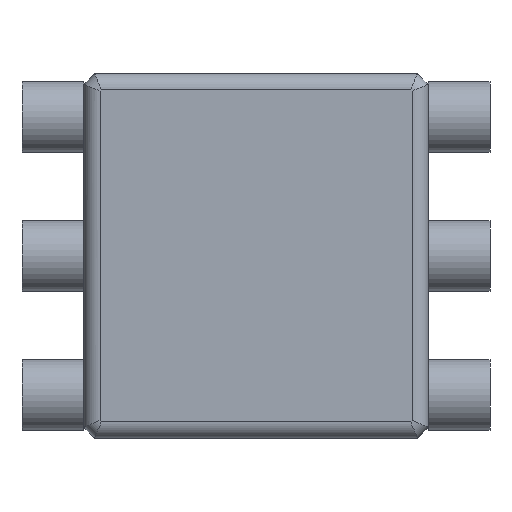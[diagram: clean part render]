
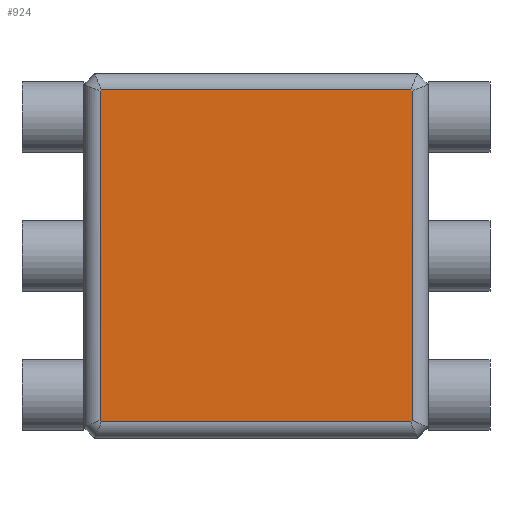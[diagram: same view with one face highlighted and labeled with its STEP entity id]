
A CAD part, top view. The second image highlights one B-rep face of the part: STEP entity #924.
In plain terms, the highlighted planar face has unit normal (0, 0, 1).
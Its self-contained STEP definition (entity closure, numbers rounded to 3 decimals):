
#72 = CYLINDRICAL_SURFACE('',#73,0.3);
#73 = AXIS2_PLACEMENT_3D('',#74,#75,#76);
#74 = CARTESIAN_POINT('',(-2.98,-3.065,3.25));
#75 = DIRECTION('',(1.,0.,0.));
#76 = DIRECTION('',(0.,-1.,0.));
#158 = CYLINDRICAL_SURFACE('',#159,0.3);
#159 = AXIS2_PLACEMENT_3D('',#160,#161,#162);
#160 = CARTESIAN_POINT('',(-2.768,-3.153,3.25));
#161 = DIRECTION('',(-0.707,0.707,0.));
#162 = DIRECTION('',(-0.707,-0.707,0.));
#335 = VERTEX_POINT('',#336);
#336 = CARTESIAN_POINT('',(-2.856,-3.065,3.55));
#370 = EDGE_CURVE('',#335,#371,#373,.T.);
#371 = VERTEX_POINT('',#372);
#372 = CARTESIAN_POINT('',(2.856,-3.065,3.55));
#373 = SURFACE_CURVE('',#374,(#378,#385),.PCURVE_S1.);
#374 = LINE('',#375,#376);
#375 = CARTESIAN_POINT('',(-2.98,-3.065,3.55));
#376 = VECTOR('',#377,1.);
#377 = DIRECTION('',(1.,0.,0.));
#378 = PCURVE('',#72,#379);
#379 = DEFINITIONAL_REPRESENTATION('',(#380),#384);
#380 = LINE('',#381,#382);
#381 = CARTESIAN_POINT('',(-1.571,0.));
#382 = VECTOR('',#383,1.);
#383 = DIRECTION('',(-0.,1.));
#384 = ( GEOMETRIC_REPRESENTATION_CONTEXT(2) 
PARAMETRIC_REPRESENTATION_CONTEXT() REPRESENTATION_CONTEXT('2D SPACE',''
  ) );
#385 = PCURVE('',#386,#391);
#386 = PLANE('',#387);
#387 = AXIS2_PLACEMENT_3D('',#388,#389,#390);
#388 = CARTESIAN_POINT('',(0.,0.,3.55)
  );
#389 = DIRECTION('',(0.,0.,1.));
#390 = DIRECTION('',(1.,0.,0.));
#391 = DEFINITIONAL_REPRESENTATION('',(#392),#396);
#392 = LINE('',#393,#394);
#393 = CARTESIAN_POINT('',(-2.98,-3.065));
#394 = VECTOR('',#395,1.);
#395 = DIRECTION('',(1.,0.));
#396 = ( GEOMETRIC_REPRESENTATION_CONTEXT(2) 
PARAMETRIC_REPRESENTATION_CONTEXT() REPRESENTATION_CONTEXT('2D SPACE',''
  ) );
#419 = CYLINDRICAL_SURFACE('',#420,0.3);
#420 = AXIS2_PLACEMENT_3D('',#421,#422,#423);
#421 = CARTESIAN_POINT('',(2.768,-3.153,3.25));
#422 = DIRECTION('',(0.707,0.707,0.));
#423 = DIRECTION('',(0.707,-0.707,0.));
#585 = EDGE_CURVE('',#335,#586,#588,.T.);
#586 = VERTEX_POINT('',#587);
#587 = CARTESIAN_POINT('',(-2.88,-3.041,3.55));
#588 = SURFACE_CURVE('',#589,(#593,#600),.PCURVE_S1.);
#589 = LINE('',#590,#591);
#590 = CARTESIAN_POINT('',(-2.768,-3.153,3.55));
#591 = VECTOR('',#592,1.);
#592 = DIRECTION('',(-0.707,0.707,0.));
#593 = PCURVE('',#158,#594);
#594 = DEFINITIONAL_REPRESENTATION('',(#595),#599);
#595 = LINE('',#596,#597);
#596 = CARTESIAN_POINT('',(1.571,0.));
#597 = VECTOR('',#598,1.);
#598 = DIRECTION('',(0.,1.));
#599 = ( GEOMETRIC_REPRESENTATION_CONTEXT(2) 
PARAMETRIC_REPRESENTATION_CONTEXT() REPRESENTATION_CONTEXT('2D SPACE',''
  ) );
#600 = PCURVE('',#386,#601);
#601 = DEFINITIONAL_REPRESENTATION('',(#602),#606);
#602 = LINE('',#603,#604);
#603 = CARTESIAN_POINT('',(-2.768,-3.153));
#604 = VECTOR('',#605,1.);
#605 = DIRECTION('',(-0.707,0.707));
#606 = ( GEOMETRIC_REPRESENTATION_CONTEXT(2) 
PARAMETRIC_REPRESENTATION_CONTEXT() REPRESENTATION_CONTEXT('2D SPACE',''
  ) );
#629 = CYLINDRICAL_SURFACE('',#630,0.3);
#630 = AXIS2_PLACEMENT_3D('',#631,#632,#633);
#631 = CARTESIAN_POINT('',(-2.88,3.165,3.25));
#632 = DIRECTION('',(0.,-1.,0.));
#633 = DIRECTION('',(0.,0.,1.));
#924 = ADVANCED_FACE('',(#925),#386,.T.);
#925 = FACE_BOUND('',#926,.T.);
#926 = EDGE_LOOP('',(#927,#928,#951,#979,#1007,#1035,#1063,#1084));
#927 = ORIENTED_EDGE('',*,*,#370,.T.);
#928 = ORIENTED_EDGE('',*,*,#929,.T.);
#929 = EDGE_CURVE('',#371,#930,#932,.T.);
#930 = VERTEX_POINT('',#931);
#931 = CARTESIAN_POINT('',(2.88,-3.041,3.55));
#932 = SURFACE_CURVE('',#933,(#937,#944),.PCURVE_S1.);
#933 = LINE('',#934,#935);
#934 = CARTESIAN_POINT('',(2.768,-3.153,3.55));
#935 = VECTOR('',#936,1.);
#936 = DIRECTION('',(0.707,0.707,0.));
#937 = PCURVE('',#386,#938);
#938 = DEFINITIONAL_REPRESENTATION('',(#939),#943);
#939 = LINE('',#940,#941);
#940 = CARTESIAN_POINT('',(2.768,-3.153));
#941 = VECTOR('',#942,1.);
#942 = DIRECTION('',(0.707,0.707));
#943 = ( GEOMETRIC_REPRESENTATION_CONTEXT(2) 
PARAMETRIC_REPRESENTATION_CONTEXT() REPRESENTATION_CONTEXT('2D SPACE',''
  ) );
#944 = PCURVE('',#419,#945);
#945 = DEFINITIONAL_REPRESENTATION('',(#946),#950);
#946 = LINE('',#947,#948);
#947 = CARTESIAN_POINT('',(-1.571,0.));
#948 = VECTOR('',#949,1.);
#949 = DIRECTION('',(-0.,1.));
#950 = ( GEOMETRIC_REPRESENTATION_CONTEXT(2) 
PARAMETRIC_REPRESENTATION_CONTEXT() REPRESENTATION_CONTEXT('2D SPACE',''
  ) );
#951 = ORIENTED_EDGE('',*,*,#952,.T.);
#952 = EDGE_CURVE('',#930,#953,#955,.T.);
#953 = VERTEX_POINT('',#954);
#954 = CARTESIAN_POINT('',(2.88,3.041,3.55));
#955 = SURFACE_CURVE('',#956,(#960,#967),.PCURVE_S1.);
#956 = LINE('',#957,#958);
#957 = CARTESIAN_POINT('',(2.88,-3.165,3.55));
#958 = VECTOR('',#959,1.);
#959 = DIRECTION('',(0.,1.,0.));
#960 = PCURVE('',#386,#961);
#961 = DEFINITIONAL_REPRESENTATION('',(#962),#966);
#962 = LINE('',#963,#964);
#963 = CARTESIAN_POINT('',(2.88,-3.165));
#964 = VECTOR('',#965,1.);
#965 = DIRECTION('',(0.,1.));
#966 = ( GEOMETRIC_REPRESENTATION_CONTEXT(2) 
PARAMETRIC_REPRESENTATION_CONTEXT() REPRESENTATION_CONTEXT('2D SPACE',''
  ) );
#967 = PCURVE('',#968,#973);
#968 = CYLINDRICAL_SURFACE('',#969,0.3);
#969 = AXIS2_PLACEMENT_3D('',#970,#971,#972);
#970 = CARTESIAN_POINT('',(2.88,-3.165,3.25));
#971 = DIRECTION('',(0.,1.,0.));
#972 = DIRECTION('',(0.,0.,1.));
#973 = DEFINITIONAL_REPRESENTATION('',(#974),#978);
#974 = LINE('',#975,#976);
#975 = CARTESIAN_POINT('',(0.,0.));
#976 = VECTOR('',#977,1.);
#977 = DIRECTION('',(0.,1.));
#978 = ( GEOMETRIC_REPRESENTATION_CONTEXT(2) 
PARAMETRIC_REPRESENTATION_CONTEXT() REPRESENTATION_CONTEXT('2D SPACE',''
  ) );
#979 = ORIENTED_EDGE('',*,*,#980,.T.);
#980 = EDGE_CURVE('',#953,#981,#983,.T.);
#981 = VERTEX_POINT('',#982);
#982 = CARTESIAN_POINT('',(2.856,3.065,3.55));
#983 = SURFACE_CURVE('',#984,(#988,#995),.PCURVE_S1.);
#984 = LINE('',#985,#986);
#985 = CARTESIAN_POINT('',(2.968,2.953,3.55));
#986 = VECTOR('',#987,1.);
#987 = DIRECTION('',(-0.707,0.707,0.));
#988 = PCURVE('',#386,#989);
#989 = DEFINITIONAL_REPRESENTATION('',(#990),#994);
#990 = LINE('',#991,#992);
#991 = CARTESIAN_POINT('',(2.968,2.953));
#992 = VECTOR('',#993,1.);
#993 = DIRECTION('',(-0.707,0.707));
#994 = ( GEOMETRIC_REPRESENTATION_CONTEXT(2) 
PARAMETRIC_REPRESENTATION_CONTEXT() REPRESENTATION_CONTEXT('2D SPACE',''
  ) );
#995 = PCURVE('',#996,#1001);
#996 = CYLINDRICAL_SURFACE('',#997,0.3);
#997 = AXIS2_PLACEMENT_3D('',#998,#999,#1000);
#998 = CARTESIAN_POINT('',(2.968,2.953,3.25));
#999 = DIRECTION('',(-0.707,0.707,0.));
#1000 = DIRECTION('',(0.,0.,1.));
#1001 = DEFINITIONAL_REPRESENTATION('',(#1002),#1006);
#1002 = LINE('',#1003,#1004);
#1003 = CARTESIAN_POINT('',(0.,0.));
#1004 = VECTOR('',#1005,1.);
#1005 = DIRECTION('',(0.,1.));
#1006 = ( GEOMETRIC_REPRESENTATION_CONTEXT(2) 
PARAMETRIC_REPRESENTATION_CONTEXT() REPRESENTATION_CONTEXT('2D SPACE',''
  ) );
#1007 = ORIENTED_EDGE('',*,*,#1008,.T.);
#1008 = EDGE_CURVE('',#981,#1009,#1011,.T.);
#1009 = VERTEX_POINT('',#1010);
#1010 = CARTESIAN_POINT('',(-2.856,3.065,3.55));
#1011 = SURFACE_CURVE('',#1012,(#1016,#1023),.PCURVE_S1.);
#1012 = LINE('',#1013,#1014);
#1013 = CARTESIAN_POINT('',(2.98,3.065,3.55));
#1014 = VECTOR('',#1015,1.);
#1015 = DIRECTION('',(-1.,0.,0.));
#1016 = PCURVE('',#386,#1017);
#1017 = DEFINITIONAL_REPRESENTATION('',(#1018),#1022);
#1018 = LINE('',#1019,#1020);
#1019 = CARTESIAN_POINT('',(2.98,3.065));
#1020 = VECTOR('',#1021,1.);
#1021 = DIRECTION('',(-1.,0.));
#1022 = ( GEOMETRIC_REPRESENTATION_CONTEXT(2) 
PARAMETRIC_REPRESENTATION_CONTEXT() REPRESENTATION_CONTEXT('2D SPACE',''
  ) );
#1023 = PCURVE('',#1024,#1029);
#1024 = CYLINDRICAL_SURFACE('',#1025,0.3);
#1025 = AXIS2_PLACEMENT_3D('',#1026,#1027,#1028);
#1026 = CARTESIAN_POINT('',(2.98,3.065,3.25));
#1027 = DIRECTION('',(-1.,0.,0.));
#1028 = DIRECTION('',(0.,0.,1.));
#1029 = DEFINITIONAL_REPRESENTATION('',(#1030),#1034);
#1030 = LINE('',#1031,#1032);
#1031 = CARTESIAN_POINT('',(0.,0.));
#1032 = VECTOR('',#1033,1.);
#1033 = DIRECTION('',(0.,1.));
#1034 = ( GEOMETRIC_REPRESENTATION_CONTEXT(2) 
PARAMETRIC_REPRESENTATION_CONTEXT() REPRESENTATION_CONTEXT('2D SPACE',''
  ) );
#1035 = ORIENTED_EDGE('',*,*,#1036,.T.);
#1036 = EDGE_CURVE('',#1009,#1037,#1039,.T.);
#1037 = VERTEX_POINT('',#1038);
#1038 = CARTESIAN_POINT('',(-2.88,3.041,3.55));
#1039 = SURFACE_CURVE('',#1040,(#1044,#1051),.PCURVE_S1.);
#1040 = LINE('',#1041,#1042);
#1041 = CARTESIAN_POINT('',(-2.768,3.153,3.55));
#1042 = VECTOR('',#1043,1.);
#1043 = DIRECTION('',(-0.707,-0.707,0.));
#1044 = PCURVE('',#386,#1045);
#1045 = DEFINITIONAL_REPRESENTATION('',(#1046),#1050);
#1046 = LINE('',#1047,#1048);
#1047 = CARTESIAN_POINT('',(-2.768,3.153));
#1048 = VECTOR('',#1049,1.);
#1049 = DIRECTION('',(-0.707,-0.707));
#1050 = ( GEOMETRIC_REPRESENTATION_CONTEXT(2) 
PARAMETRIC_REPRESENTATION_CONTEXT() REPRESENTATION_CONTEXT('2D SPACE',''
  ) );
#1051 = PCURVE('',#1052,#1057);
#1052 = CYLINDRICAL_SURFACE('',#1053,0.3);
#1053 = AXIS2_PLACEMENT_3D('',#1054,#1055,#1056);
#1054 = CARTESIAN_POINT('',(-2.768,3.153,3.25));
#1055 = DIRECTION('',(-0.707,-0.707,0.));
#1056 = DIRECTION('',(0.,0.,1.));
#1057 = DEFINITIONAL_REPRESENTATION('',(#1058),#1062);
#1058 = LINE('',#1059,#1060);
#1059 = CARTESIAN_POINT('',(0.,0.));
#1060 = VECTOR('',#1061,1.);
#1061 = DIRECTION('',(0.,1.));
#1062 = ( GEOMETRIC_REPRESENTATION_CONTEXT(2) 
PARAMETRIC_REPRESENTATION_CONTEXT() REPRESENTATION_CONTEXT('2D SPACE',''
  ) );
#1063 = ORIENTED_EDGE('',*,*,#1064,.T.);
#1064 = EDGE_CURVE('',#1037,#586,#1065,.T.);
#1065 = SURFACE_CURVE('',#1066,(#1070,#1077),.PCURVE_S1.);
#1066 = LINE('',#1067,#1068);
#1067 = CARTESIAN_POINT('',(-2.88,3.165,3.55));
#1068 = VECTOR('',#1069,1.);
#1069 = DIRECTION('',(0.,-1.,0.));
#1070 = PCURVE('',#386,#1071);
#1071 = DEFINITIONAL_REPRESENTATION('',(#1072),#1076);
#1072 = LINE('',#1073,#1074);
#1073 = CARTESIAN_POINT('',(-2.88,3.165));
#1074 = VECTOR('',#1075,1.);
#1075 = DIRECTION('',(0.,-1.));
#1076 = ( GEOMETRIC_REPRESENTATION_CONTEXT(2) 
PARAMETRIC_REPRESENTATION_CONTEXT() REPRESENTATION_CONTEXT('2D SPACE',''
  ) );
#1077 = PCURVE('',#629,#1078);
#1078 = DEFINITIONAL_REPRESENTATION('',(#1079),#1083);
#1079 = LINE('',#1080,#1081);
#1080 = CARTESIAN_POINT('',(0.,0.));
#1081 = VECTOR('',#1082,1.);
#1082 = DIRECTION('',(0.,1.));
#1083 = ( GEOMETRIC_REPRESENTATION_CONTEXT(2) 
PARAMETRIC_REPRESENTATION_CONTEXT() REPRESENTATION_CONTEXT('2D SPACE',''
  ) );
#1084 = ORIENTED_EDGE('',*,*,#585,.F.);
